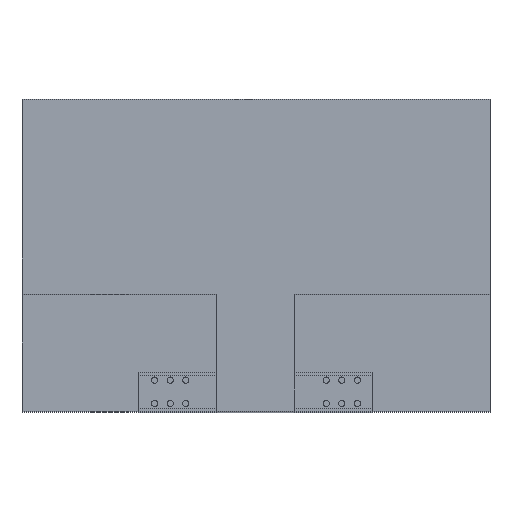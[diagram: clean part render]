
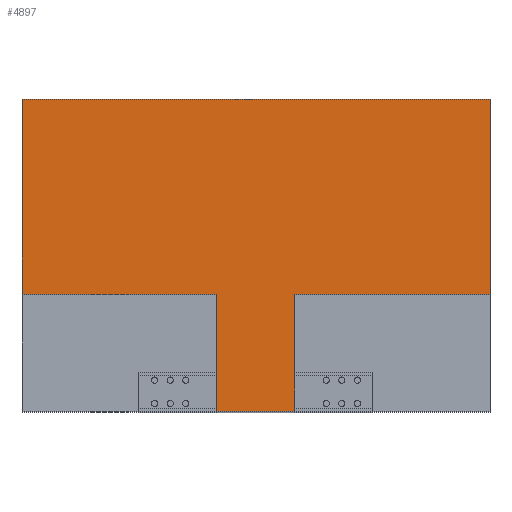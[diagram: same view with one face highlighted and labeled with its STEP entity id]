
A CAD part, top view. The second image highlights one B-rep face of the part: STEP entity #4897.
In plain terms, the highlighted planar face has unit normal (0, 0, 1).
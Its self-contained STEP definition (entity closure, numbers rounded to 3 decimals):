
#30 = VERTEX_POINT ( 'NONE', #5260 ) ;
#113 = VECTOR ( 'NONE', #3424, 1000. ) ;
#123 = EDGE_CURVE ( 'NONE', #1139, #1643, #4464, .T. ) ;
#201 = LINE ( 'NONE', #365, #5094 ) ;
#226 = EDGE_LOOP ( 'NONE', ( #3057, #2774, #1110, #862, #4847, #1788, #585, #2245 ) ) ;
#365 = CARTESIAN_POINT ( 'NONE',  ( -25., -100., 300. ) ) ;
#510 = EDGE_CURVE ( 'NONE', #1218, #1139, #201, .T. ) ;
#585 = ORIENTED_EDGE ( 'NONE', *, *, #1395, .F. ) ;
#798 = EDGE_CURVE ( 'NONE', #5127, #30, #4959, .T. ) ;
#833 = VECTOR ( 'NONE', #4183, 1000. ) ;
#862 = ORIENTED_EDGE ( 'NONE', *, *, #123, .T. ) ;
#1110 = ORIENTED_EDGE ( 'NONE', *, *, #510, .T. ) ;
#1139 = VERTEX_POINT ( 'NONE', #4187 ) ;
#1218 = VERTEX_POINT ( 'NONE', #3305 ) ;
#1220 = CARTESIAN_POINT ( 'NONE',  ( 25., -25., 300. ) ) ;
#1235 = EDGE_CURVE ( 'NONE', #1218, #1522, #3558, .T. ) ;
#1267 = CARTESIAN_POINT ( 'NONE',  ( 25., -100., 300. ) ) ;
#1395 = EDGE_CURVE ( 'NONE', #3086, #30, #3694, .T. ) ;
#1400 = DIRECTION ( 'NONE',  ( 1., 0., 0. ) ) ;
#1435 = DIRECTION ( 'NONE',  ( 0., -1., 0. ) ) ;
#1522 = VERTEX_POINT ( 'NONE', #3611 ) ;
#1643 = VERTEX_POINT ( 'NONE', #1267 ) ;
#1771 = CARTESIAN_POINT ( 'NONE',  ( -150., -100., 300. ) ) ;
#1788 = ORIENTED_EDGE ( 'NONE', *, *, #798, .T. ) ;
#1901 = VECTOR ( 'NONE', #3720, 1000. ) ;
#2093 = VECTOR ( 'NONE', #1400, 1000. ) ;
#2118 = VERTEX_POINT ( 'NONE', #4713 ) ;
#2148 = CARTESIAN_POINT ( 'NONE',  ( 25., -100., 300. ) ) ;
#2190 = CARTESIAN_POINT ( 'NONE',  ( -150., 100., 300. ) ) ;
#2245 = ORIENTED_EDGE ( 'NONE', *, *, #4344, .F. ) ;
#2482 = EDGE_CURVE ( 'NONE', #5127, #1643, #3488, .T. ) ;
#2601 = CARTESIAN_POINT ( 'NONE',  ( -150., 100., 300. ) ) ;
#2616 = DIRECTION ( 'NONE',  ( 0., -1., 0. ) ) ;
#2669 = DIRECTION ( 'NONE',  ( 1., 0., 0. ) ) ;
#2687 = LINE ( 'NONE', #4634, #5100 ) ;
#2727 = DIRECTION ( 'NONE',  ( 0., 0., 1. ) ) ;
#2774 = ORIENTED_EDGE ( 'NONE', *, *, #1235, .F. ) ;
#3057 = ORIENTED_EDGE ( 'NONE', *, *, #3687, .T. ) ;
#3086 = VERTEX_POINT ( 'NONE', #3443 ) ;
#3305 = CARTESIAN_POINT ( 'NONE',  ( -25., -25., 300. ) ) ;
#3361 = CARTESIAN_POINT ( 'NONE',  ( -25., -25., 300. ) ) ;
#3403 = LINE ( 'NONE', #2190, #3982 ) ;
#3424 = DIRECTION ( 'NONE',  ( 0., -1., 0. ) ) ;
#3443 = CARTESIAN_POINT ( 'NONE',  ( 150., 100., 300. ) ) ;
#3488 = LINE ( 'NONE', #2148, #113 ) ;
#3558 = LINE ( 'NONE', #3361, #1901 ) ;
#3611 = CARTESIAN_POINT ( 'NONE',  ( -150., -25., 300. ) ) ;
#3687 = EDGE_CURVE ( 'NONE', #2118, #1522, #3403, .T. ) ;
#3694 = LINE ( 'NONE', #4365, #4636 ) ;
#3720 = DIRECTION ( 'NONE',  ( -1., 0., 0. ) ) ;
#3864 = CARTESIAN_POINT ( 'NONE',  ( 25., -25., 300. ) ) ;
#3982 = VECTOR ( 'NONE', #2616, 1000. ) ;
#4183 = DIRECTION ( 'NONE',  ( 1., 0., 0. ) ) ;
#4187 = CARTESIAN_POINT ( 'NONE',  ( -25., -100., 300. ) ) ;
#4208 = PLANE ( 'NONE',  #4245 ) ;
#4221 = FACE_OUTER_BOUND ( 'NONE', #226, .T. ) ;
#4222 = DIRECTION ( 'NONE',  ( 1., 0., 0. ) ) ;
#4245 = AXIS2_PLACEMENT_3D ( 'NONE', #2601, #2727, #2669 ) ;
#4344 = EDGE_CURVE ( 'NONE', #2118, #3086, #2687, .T. ) ;
#4365 = CARTESIAN_POINT ( 'NONE',  ( 150., 100., 300. ) ) ;
#4455 = DIRECTION ( 'NONE',  ( 0., -1., 0. ) ) ;
#4464 = LINE ( 'NONE', #1771, #833 ) ;
#4634 = CARTESIAN_POINT ( 'NONE',  ( -150., 100., 300. ) ) ;
#4636 = VECTOR ( 'NONE', #1435, 1000. ) ;
#4713 = CARTESIAN_POINT ( 'NONE',  ( -150., 100., 300. ) ) ;
#4847 = ORIENTED_EDGE ( 'NONE', *, *, #2482, .F. ) ;
#4897 = ADVANCED_FACE ( 'NONE', ( #4221 ), #4208, .T. ) ;
#4959 = LINE ( 'NONE', #3864, #2093 ) ;
#5094 = VECTOR ( 'NONE', #4455, 1000. ) ;
#5100 = VECTOR ( 'NONE', #4222, 1000. ) ;
#5127 = VERTEX_POINT ( 'NONE', #1220 ) ;
#5260 = CARTESIAN_POINT ( 'NONE',  ( 150., -25., 300. ) ) ;
